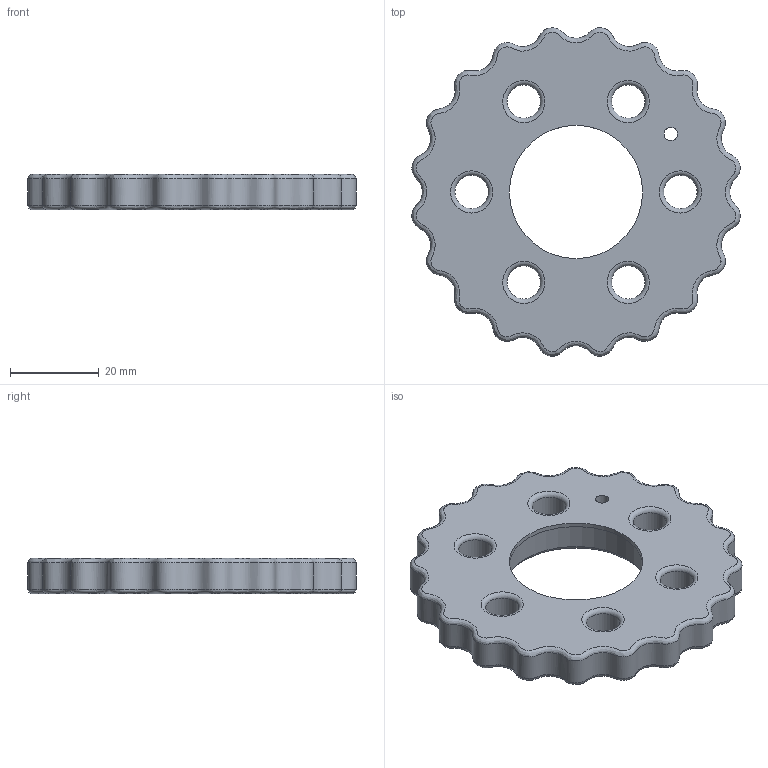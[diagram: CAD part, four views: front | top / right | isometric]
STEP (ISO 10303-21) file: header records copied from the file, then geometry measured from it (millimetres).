
FILE_DESCRIPTION(/* description */ (''),/* implementation_level */ '2;1');
FILE_NAME(/* name */ 'disk v1.step',/* time_stamp */ '2024-09-04T11:45:03+05:30',/* author */ (''),/* organization */ (''),/* preprocessor_version */ 'ST-DEVELOPER v20',/* originating_system */ 'Autodesk Translation Framework v13.14.0.145',/* authorisation */ '');
FILE_SCHEMA (('AUTOMOTIVE_DESIGN { 1 0 10303 214 3 1 1 }'));
Length unit declared in the file: millimetre
Products named in the file (2): disk v1; Cycloidal reducer
Assembly tree (1 placements, depth 2):
  disk v1
    Cycloidal reducer
Bounding box: 73.9 x 73.9 x 8 mm (x, y, z)
Volume: 23079.1 mm3; surface area: 9578.5 mm2
Topology: 1 solids, 1 shells, 28 faces, 67 edges, 42 vertices
Faces by surface type: torus 13, cylinder 9, plane 3, bspline 3
Full cylindrical faces by diameter (mm): 3 x1, 7.5 x6, 30 x1, 32.15 x1
Entity records: 6987 total; most frequent: CARTESIAN_POINT 6221, DIRECTION 172, ORIENTED_EDGE 134, AXIS2_PLACEMENT_3D 81, EDGE_CURVE 67, CIRCLE 53, EDGE_LOOP 45, VERTEX_POINT 42
